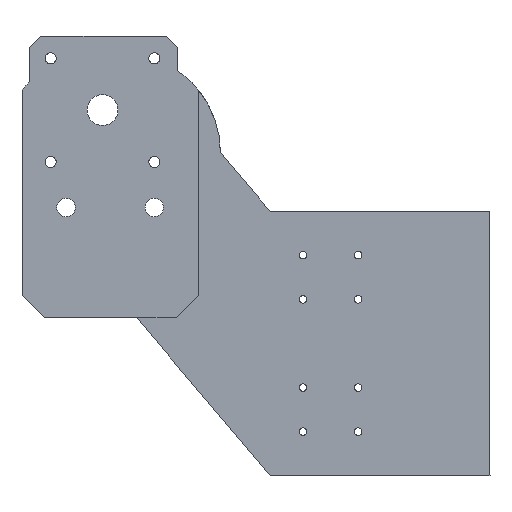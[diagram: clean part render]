
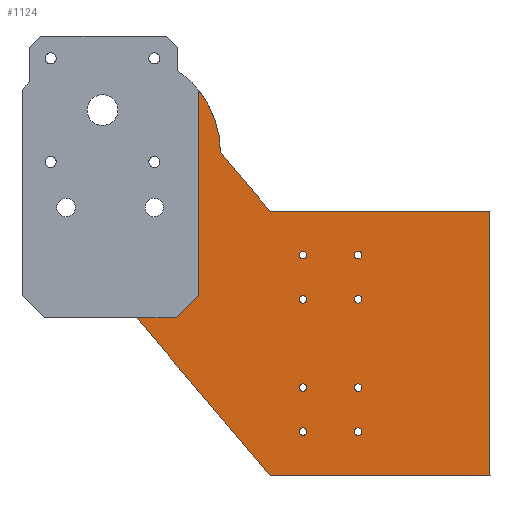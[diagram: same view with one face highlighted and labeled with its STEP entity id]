
A CAD part, front view. The second image highlights one B-rep face of the part: STEP entity #1124.
In plain terms, the highlighted planar face has unit normal (0, -1, 0).
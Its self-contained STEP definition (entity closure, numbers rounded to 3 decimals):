
#80=FACE_BOUND('',#240,.T.);
#81=FACE_BOUND('',#241,.T.);
#82=FACE_BOUND('',#242,.T.);
#83=FACE_BOUND('',#243,.T.);
#84=FACE_BOUND('',#244,.T.);
#85=FACE_BOUND('',#245,.T.);
#86=FACE_BOUND('',#246,.T.);
#87=FACE_BOUND('',#247,.T.);
#142=FACE_OUTER_BOUND('',#239,.T.);
#239=EDGE_LOOP('',(#988,#989,#990,#991,#992,#993,#994,#995,#996));
#240=EDGE_LOOP('',(#997));
#241=EDGE_LOOP('',(#998));
#242=EDGE_LOOP('',(#999));
#243=EDGE_LOOP('',(#1000));
#244=EDGE_LOOP('',(#1001));
#245=EDGE_LOOP('',(#1002));
#246=EDGE_LOOP('',(#1003));
#247=EDGE_LOOP('',(#1004));
#284=CIRCLE('',#1177,1.7);
#285=CIRCLE('',#1179,1.7);
#286=CIRCLE('',#1181,1.7);
#287=CIRCLE('',#1183,1.7);
#288=CIRCLE('',#1185,1.7);
#289=CIRCLE('',#1187,1.7);
#290=CIRCLE('',#1189,1.7);
#291=CIRCLE('',#1191,1.7);
#318=CIRCLE('',#1255,45.);
#353=LINE('',#1752,#439);
#359=LINE('',#1769,#445);
#367=LINE('',#1793,#453);
#385=LINE('',#1875,#471);
#386=LINE('',#1878,#472);
#390=LINE('',#1885,#476);
#391=LINE('',#1887,#477);
#399=LINE('',#1904,#485);
#439=VECTOR('',#1398,10.);
#445=VECTOR('',#1412,10.);
#453=VECTOR('',#1440,10.);
#471=VECTOR('',#1546,10.);
#472=VECTOR('',#1549,10.);
#476=VECTOR('',#1555,10.);
#477=VECTOR('',#1558,10.);
#485=VECTOR('',#1582,10.);
#543=VERTEX_POINT('',#1718);
#544=VERTEX_POINT('',#1722);
#545=VERTEX_POINT('',#1726);
#546=VERTEX_POINT('',#1730);
#547=VERTEX_POINT('',#1734);
#548=VERTEX_POINT('',#1738);
#549=VERTEX_POINT('',#1742);
#550=VERTEX_POINT('',#1746);
#551=VERTEX_POINT('',#1750);
#552=VERTEX_POINT('',#1751);
#559=VERTEX_POINT('',#1767);
#565=VERTEX_POINT('',#1792);
#585=VERTEX_POINT('',#1873);
#586=VERTEX_POINT('',#1877);
#587=VERTEX_POINT('',#1881);
#588=VERTEX_POINT('',#1883);
#589=VERTEX_POINT('',#1890);
#643=EDGE_CURVE('',#543,#543,#284,.T.);
#645=EDGE_CURVE('',#544,#544,#285,.T.);
#647=EDGE_CURVE('',#545,#545,#286,.T.);
#649=EDGE_CURVE('',#546,#546,#287,.T.);
#650=EDGE_CURVE('',#547,#547,#288,.T.);
#652=EDGE_CURVE('',#548,#548,#289,.T.);
#654=EDGE_CURVE('',#549,#549,#290,.T.);
#656=EDGE_CURVE('',#550,#550,#291,.T.);
#658=EDGE_CURVE('',#551,#552,#353,.T.);
#667=EDGE_CURVE('',#559,#552,#359,.T.);
#679=EDGE_CURVE('',#565,#559,#367,.T.);
#716=EDGE_CURVE('',#585,#565,#385,.T.);
#717=EDGE_CURVE('',#551,#586,#386,.T.);
#721=EDGE_CURVE('',#588,#587,#390,.T.);
#722=EDGE_CURVE('',#586,#588,#391,.T.);
#725=EDGE_CURVE('',#585,#589,#318,.T.);
#731=EDGE_CURVE('',#587,#589,#399,.T.);
#988=ORIENTED_EDGE('',*,*,#725,.T.);
#989=ORIENTED_EDGE('',*,*,#731,.F.);
#990=ORIENTED_EDGE('',*,*,#721,.F.);
#991=ORIENTED_EDGE('',*,*,#722,.F.);
#992=ORIENTED_EDGE('',*,*,#717,.F.);
#993=ORIENTED_EDGE('',*,*,#658,.T.);
#994=ORIENTED_EDGE('',*,*,#667,.F.);
#995=ORIENTED_EDGE('',*,*,#679,.F.);
#996=ORIENTED_EDGE('',*,*,#716,.F.);
#997=ORIENTED_EDGE('',*,*,#656,.F.);
#998=ORIENTED_EDGE('',*,*,#654,.F.);
#999=ORIENTED_EDGE('',*,*,#652,.F.);
#1000=ORIENTED_EDGE('',*,*,#650,.F.);
#1001=ORIENTED_EDGE('',*,*,#643,.T.);
#1002=ORIENTED_EDGE('',*,*,#645,.T.);
#1003=ORIENTED_EDGE('',*,*,#647,.T.);
#1004=ORIENTED_EDGE('',*,*,#649,.T.);
#1068=PLANE('',#1262);
#1124=ADVANCED_FACE('',(#142,#80,#81,#82,#83,#84,#85,#86,#87),#1068,.T.);
#1177=AXIS2_PLACEMENT_3D('',#1720,#1359,#1360);
#1179=AXIS2_PLACEMENT_3D('',#1724,#1364,#1365);
#1181=AXIS2_PLACEMENT_3D('',#1728,#1369,#1370);
#1183=AXIS2_PLACEMENT_3D('',#1732,#1374,#1375);
#1185=AXIS2_PLACEMENT_3D('',#1735,#1378,#1379);
#1187=AXIS2_PLACEMENT_3D('',#1739,#1383,#1384);
#1189=AXIS2_PLACEMENT_3D('',#1743,#1388,#1389);
#1191=AXIS2_PLACEMENT_3D('',#1747,#1393,#1394);
#1255=AXIS2_PLACEMENT_3D('',#1892,#1563,#1564);
#1262=AXIS2_PLACEMENT_3D('',#1905,#1583,#1584);
#1359=DIRECTION('center_axis',(0.,1.,0.));
#1360=DIRECTION('ref_axis',(0.,0.,
1.));
#1364=DIRECTION('center_axis',(0.,1.,0.));
#1365=DIRECTION('ref_axis',(0.,0.,
1.));
#1369=DIRECTION('center_axis',(0.,1.,0.));
#1370=DIRECTION('ref_axis',(0.,0.,
1.));
#1374=DIRECTION('center_axis',(0.,1.,0.));
#1375=DIRECTION('ref_axis',(0.,0.,
1.));
#1378=DIRECTION('center_axis',(0.,-1.,0.));
#1379=DIRECTION('ref_axis',(0.,0.,
1.));
#1383=DIRECTION('center_axis',(0.,-1.,0.));
#1384=DIRECTION('ref_axis',(0.,0.,
1.));
#1388=DIRECTION('center_axis',(0.,-1.,0.));
#1389=DIRECTION('ref_axis',(0.,0.,
1.));
#1393=DIRECTION('center_axis',(0.,-1.,0.));
#1394=DIRECTION('ref_axis',(0.,0.,
1.));
#1398=DIRECTION('',(1.,0.,0.));
#1412=DIRECTION('',(0.,0.,-1.));
#1440=DIRECTION('',(1.,0.,0.));
#1546=DIRECTION('',(0.645,0.,-0.764));
#1549=DIRECTION('',(-0.645,0.,0.764));
#1555=DIRECTION('',(0.707,0.,0.707));
#1558=DIRECTION('',(1.,0.,0.));
#1563=DIRECTION('center_axis',(0.,-1.,0.));
#1564=DIRECTION('ref_axis',(1.,0.,0.));
#1582=DIRECTION('',(0.,0.,1.));
#1583=DIRECTION('center_axis',(0.,-1.,0.));
#1584=DIRECTION('ref_axis',(0.,0.,
1.));
#1718=CARTESIAN_POINT('',(12.5,6.,61.65));
#1720=CARTESIAN_POINT('Origin',(12.5,6.,63.35));
#1722=CARTESIAN_POINT('',(-12.5,6.,81.65));
#1724=CARTESIAN_POINT('Origin',(-12.5,6.,83.35));
#1726=CARTESIAN_POINT('',(12.5,6.,81.65));
#1728=CARTESIAN_POINT('Origin',(12.5,6.,83.35));
#1730=CARTESIAN_POINT('',(-12.5,6.,61.65));
#1732=CARTESIAN_POINT('Origin',(-12.5,6.,63.35));
#1734=CARTESIAN_POINT('',(12.5,6.,21.65));
#1735=CARTESIAN_POINT('Origin',(12.5,6.,23.35));
#1738=CARTESIAN_POINT('',(-12.5,6.,21.65));
#1739=CARTESIAN_POINT('Origin',(-12.5,6.,23.35));
#1742=CARTESIAN_POINT('',(12.5,6.,1.65));
#1743=CARTESIAN_POINT('Origin',(12.5,6.,3.35));
#1746=CARTESIAN_POINT('',(-12.5,6.,1.65));
#1747=CARTESIAN_POINT('Origin',(-12.5,6.,3.35));
#1750=CARTESIAN_POINT('',(-27.5,6.,-16.65));
#1751=CARTESIAN_POINT('',(72.259,6.,-16.65));
#1752=CARTESIAN_POINT('',(27.5,6.,-16.65));
#1767=CARTESIAN_POINT('',(72.259,6.,103.35));
#1769=CARTESIAN_POINT('',(72.259,6.,103.35));
#1792=CARTESIAN_POINT('',(-27.5,6.,103.35));
#1793=CARTESIAN_POINT('',(62.5,6.,103.35));
#1873=CARTESIAN_POINT('',(-50.,6.,129.997));
#1875=CARTESIAN_POINT('',(-50.,6.,129.997));
#1877=CARTESIAN_POINT('',(-87.997,6.,54.997));
#1878=CARTESIAN_POINT('',(-27.5,6.,-16.65));
#1881=CARTESIAN_POINT('',(-60.,6.,64.997));
#1883=CARTESIAN_POINT('',(-70.,6.,54.997));
#1885=CARTESIAN_POINT('',(-50.,6.,74.997));
#1887=CARTESIAN_POINT('',(-87.997,6.,54.997));
#1890=CARTESIAN_POINT('',(-60.,6.,158.281));
#1892=CARTESIAN_POINT('Origin',(-95.,6.,129.997));
#1904=CARTESIAN_POINT('',(-60.,6.,50.));
#1905=CARTESIAN_POINT('Origin',(17.5,6.,43.35));
